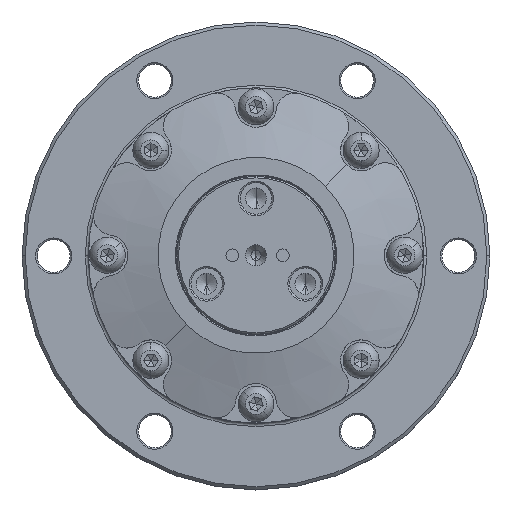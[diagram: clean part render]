
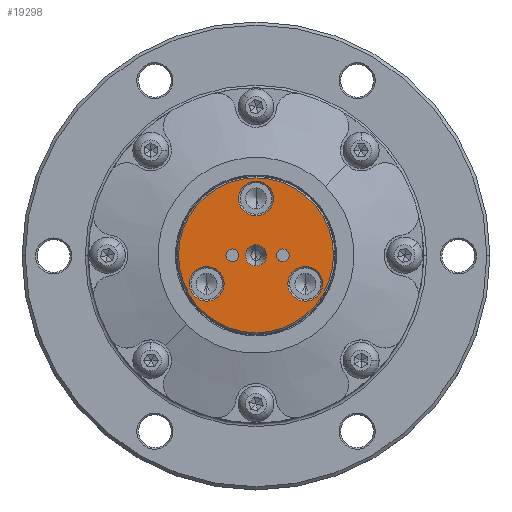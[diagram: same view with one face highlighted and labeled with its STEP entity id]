
A CAD part, top view. The second image highlights one B-rep face of the part: STEP entity #19298.
In plain terms, the highlighted face is planar.
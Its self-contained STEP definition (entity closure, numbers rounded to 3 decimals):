
#529 = ORIENTED_EDGE ( 'NONE', *, *, #58804, .T. ) ;
#1446 = DIRECTION ( 'NONE',  ( 0., 0., -1. ) ) ;
#1492 = AXIS2_PLACEMENT_3D ( 'NONE', #17428, #49605, #22074 ) ;
#3079 = CIRCLE ( 'NONE', #30078, 1. ) ;
#3357 = VERTEX_POINT ( 'NONE', #25303 ) ;
#3932 = EDGE_LOOP ( 'NONE', ( #529, #25990 ) ) ;
#4765 = DIRECTION ( 'NONE',  ( 0., 0., -1. ) ) ;
#5085 = AXIS2_PLACEMENT_3D ( 'NONE', #29012, #1446, #33681 ) ;
#5372 = VERTEX_POINT ( 'NONE', #46972 ) ;
#5392 = DIRECTION ( 'NONE',  ( 0., 0., 1. ) ) ;
#6310 = CARTESIAN_POINT ( 'NONE',  ( 0., 0., 0. ) ) ;
#7193 = EDGE_CURVE ( 'NONE', #34347, #5372, #43562, .T. ) ;
#7362 = EDGE_CURVE ( 'NONE', #3357, #54732, #29869, .T. ) ;
#8086 = DIRECTION ( 'NONE',  ( 0., 0., -1. ) ) ;
#8249 = AXIS2_PLACEMENT_3D ( 'NONE', #46062, #18482, #50665 ) ;
#9018 = AXIS2_PLACEMENT_3D ( 'NONE', #6310, #25850, #58025 ) ;
#9157 = ORIENTED_EDGE ( 'NONE', *, *, #49840, .F. ) ;
#9579 = VERTEX_POINT ( 'NONE', #48091 ) ;
#9695 = ORIENTED_EDGE ( 'NONE', *, *, #44586, .T. ) ;
#9830 = FACE_BOUND ( 'NONE', #3932, .T. ) ;
#10648 = DIRECTION ( 'NONE',  ( 0., 0., 1. ) ) ;
#10994 = CIRCLE ( 'NONE', #23168, 2.75 ) ;
#11341 = CIRCLE ( 'NONE', #8249, 1. ) ;
#11979 = EDGE_LOOP ( 'NONE', ( #26284, #56927 ) ) ;
#12317 = CARTESIAN_POINT ( 'NONE',  ( -6.25, 0., 0. ) ) ;
#13292 = ORIENTED_EDGE ( 'NONE', *, *, #40513, .T. ) ;
#13602 = EDGE_LOOP ( 'NONE', ( #13292, #18867 ) ) ;
#13801 = CARTESIAN_POINT ( 'NONE',  ( 0., 0., 0. ) ) ;
#14215 = DIRECTION ( 'NONE',  ( 0., 0., 1. ) ) ;
#15141 = AXIS2_PLACEMENT_3D ( 'NONE', #15385, #47602, #20010 ) ;
#15183 = ORIENTED_EDGE ( 'NONE', *, *, #7362, .T. ) ;
#15385 = CARTESIAN_POINT ( 'NONE',  ( -9., 0., 0. ) ) ;
#16217 = AXIS2_PLACEMENT_3D ( 'NONE', #41793, #14215, #46424 ) ;
#16569 = PLANE ( 'NONE',  #9018 ) ;
#16758 = CARTESIAN_POINT ( 'NONE',  ( 1.75, 7.794, 0. ) ) ;
#17034 = CIRCLE ( 'NONE', #17894, 2.75 ) ;
#17428 = CARTESIAN_POINT ( 'NONE',  ( 0., 0., 0. ) ) ;
#17894 = AXIS2_PLACEMENT_3D ( 'NONE', #33009, #5392, #37642 ) ;
#18233 = ORIENTED_EDGE ( 'NONE', *, *, #18452, .F. ) ;
#18276 = EDGE_CURVE ( 'NONE', #9579, #49658, #49502, .T. ) ;
#18446 = DIRECTION ( 'NONE',  ( 1., 0., 0. ) ) ;
#18452 = EDGE_CURVE ( 'NONE', #34511, #56396, #11341, .T. ) ;
#18482 = DIRECTION ( 'NONE',  ( 0., 0., -1. ) ) ;
#18688 = DIRECTION ( 'NONE',  ( 0., 0., 1. ) ) ;
#18867 = ORIENTED_EDGE ( 'NONE', *, *, #42074, .T. ) ;
#19298 = ADVANCED_FACE ( 'NONE', ( #9830, #46567, #22105, #34354, #57366, #45142, #32896 ), #16569, .F. ) ;
#20010 = DIRECTION ( 'NONE',  ( 1., 0., 0. ) ) ;
#20665 = AXIS2_PLACEMENT_3D ( 'NONE', #46282, #18688, #50894 ) ;
#20890 = EDGE_LOOP ( 'NONE', ( #15183, #56799 ) ) ;
#21196 = EDGE_CURVE ( 'NONE', #40059, #42855, #30608, .T. ) ;
#22050 = ORIENTED_EDGE ( 'NONE', *, *, #21196, .T. ) ;
#22074 = DIRECTION ( 'NONE',  ( -1., 0., 0. ) ) ;
#22105 = FACE_BOUND ( 'NONE', #13602, .T. ) ;
#22411 = CARTESIAN_POINT ( 'NONE',  ( 4.5, -7.794, 0. ) ) ;
#22930 = DIRECTION ( 'NONE',  ( 0., 0., -1. ) ) ;
#23168 = AXIS2_PLACEMENT_3D ( 'NONE', #22411, #54613, #27064 ) ;
#25303 = CARTESIAN_POINT ( 'NONE',  ( 1.75, -7.794, 0. ) ) ;
#25570 = CARTESIAN_POINT ( 'NONE',  ( 0., 0., 0. ) ) ;
#25642 = CARTESIAN_POINT ( 'NONE',  ( 7.25, 7.794, 0. ) ) ;
#25850 = DIRECTION ( 'NONE',  ( 0., 0., 1. ) ) ;
#25990 = ORIENTED_EDGE ( 'NONE', *, *, #54867, .T. ) ;
#26284 = ORIENTED_EDGE ( 'NONE', *, *, #7193, .F. ) ;
#27064 = DIRECTION ( 'NONE',  ( 1., 0., 0. ) ) ;
#29012 = CARTESIAN_POINT ( 'NONE',  ( 0., 3.75, 0. ) ) ;
#29869 = CIRCLE ( 'NONE', #20665, 2.75 ) ;
#30078 = AXIS2_PLACEMENT_3D ( 'NONE', #50463, #22930, #55122 ) ;
#30195 = DIRECTION ( 'NONE',  ( -1., 0., 0. ) ) ;
#30608 = CIRCLE ( 'NONE', #48780, 12.25 ) ;
#32088 = EDGE_LOOP ( 'NONE', ( #18233, #9157 ) ) ;
#32354 = CARTESIAN_POINT ( 'NONE',  ( 0., 0., 0. ) ) ;
#32896 = FACE_BOUND ( 'NONE', #53852, .T. ) ;
#33009 = CARTESIAN_POINT ( 'NONE',  ( 4.5, 7.794, 0. ) ) ;
#33681 = DIRECTION ( 'NONE',  ( -1., 0., 0. ) ) ;
#34020 = CIRCLE ( 'NONE', #1492, 1.675 ) ;
#34347 = VERTEX_POINT ( 'NONE', #44362 ) ;
#34354 = FACE_OUTER_BOUND ( 'NONE', #45303, .T. ) ;
#34511 = VERTEX_POINT ( 'NONE', #46161 ) ;
#35705 = CARTESIAN_POINT ( 'NONE',  ( 0., 3.75, 0. ) ) ;
#36737 = CIRCLE ( 'NONE', #15141, 2.75 ) ;
#36988 = DIRECTION ( 'NONE',  ( 1., 0., 0. ) ) ;
#37642 = DIRECTION ( 'NONE',  ( 1., 0., 0. ) ) ;
#38273 = CARTESIAN_POINT ( 'NONE',  ( 4.5, 7.794, 0. ) ) ;
#40059 = VERTEX_POINT ( 'NONE', #47741 ) ;
#40313 = DIRECTION ( 'NONE',  ( -1., 0., 0. ) ) ;
#40513 = EDGE_CURVE ( 'NONE', #49277, #49202, #44541, .T. ) ;
#40747 = ORIENTED_EDGE ( 'NONE', *, *, #18276, .F. ) ;
#41561 = ORIENTED_EDGE ( 'NONE', *, *, #48789, .F. ) ;
#41793 = CARTESIAN_POINT ( 'NONE',  ( -9., 0., 0. ) ) ;
#42074 = EDGE_CURVE ( 'NONE', #49202, #49277, #17034, .T. ) ;
#42444 = CARTESIAN_POINT ( 'NONE',  ( 7.25, -7.794, 0. ) ) ;
#42531 = CIRCLE ( 'NONE', #5085, 1. ) ;
#42855 = VERTEX_POINT ( 'NONE', #53614 ) ;
#42860 = DIRECTION ( 'NONE',  ( 1., 0., 0. ) ) ;
#43050 = CIRCLE ( 'NONE', #16217, 2.75 ) ;
#43562 = CIRCLE ( 'NONE', #55713, 1. ) ;
#44362 = CARTESIAN_POINT ( 'NONE',  ( -1., 3.75, 0. ) ) ;
#44541 = CIRCLE ( 'NONE', #56382, 2.75 ) ;
#44586 = EDGE_CURVE ( 'NONE', #42855, #40059, #57986, .T. ) ;
#45142 = FACE_BOUND ( 'NONE', #32088, .T. ) ;
#45303 = EDGE_LOOP ( 'NONE', ( #9695, #22050 ) ) ;
#46028 = DIRECTION ( 'NONE',  ( 0., 0., -1. ) ) ;
#46062 = CARTESIAN_POINT ( 'NONE',  ( 0., -4.25, 0. ) ) ;
#46161 = CARTESIAN_POINT ( 'NONE',  ( -1., -4.25, 0. ) ) ;
#46282 = CARTESIAN_POINT ( 'NONE',  ( 4.5, -7.794, 0. ) ) ;
#46399 = AXIS2_PLACEMENT_3D ( 'NONE', #25570, #57741, #30195 ) ;
#46424 = DIRECTION ( 'NONE',  ( 1., 0., 0. ) ) ;
#46513 = VERTEX_POINT ( 'NONE', #49034 ) ;
#46567 = FACE_BOUND ( 'NONE', #20890, .T. ) ;
#46972 = CARTESIAN_POINT ( 'NONE',  ( 1., 3.75, 0. ) ) ;
#47602 = DIRECTION ( 'NONE',  ( 0., 0., 1. ) ) ;
#47741 = CARTESIAN_POINT ( 'NONE',  ( -12.25, 0., 0. ) ) ;
#48091 = CARTESIAN_POINT ( 'NONE',  ( -1.675, 0., 0. ) ) ;
#48506 = CARTESIAN_POINT ( 'NONE',  ( 1.675, 0., 0. ) ) ;
#48780 = AXIS2_PLACEMENT_3D ( 'NONE', #13801, #46028, #18446 ) ;
#48789 = EDGE_CURVE ( 'NONE', #49658, #9579, #34020, .T. ) ;
#49034 = CARTESIAN_POINT ( 'NONE',  ( -11.75, 0., 0. ) ) ;
#49202 = VERTEX_POINT ( 'NONE', #25642 ) ;
#49277 = VERTEX_POINT ( 'NONE', #16758 ) ;
#49283 = CARTESIAN_POINT ( 'NONE',  ( 1., -4.25, 0. ) ) ;
#49502 = CIRCLE ( 'NONE', #46399, 1.675 ) ;
#49605 = DIRECTION ( 'NONE',  ( 0., 0., -1. ) ) ;
#49658 = VERTEX_POINT ( 'NONE', #48506 ) ;
#49840 = EDGE_CURVE ( 'NONE', #56396, #34511, #3079, .T. ) ;
#50463 = CARTESIAN_POINT ( 'NONE',  ( 0., -4.25, 0. ) ) ;
#50665 = DIRECTION ( 'NONE',  ( -1., 0., 0. ) ) ;
#50894 = DIRECTION ( 'NONE',  ( 1., 0., 0. ) ) ;
#51791 = VERTEX_POINT ( 'NONE', #12317 ) ;
#53614 = CARTESIAN_POINT ( 'NONE',  ( 12.25, 0., 0. ) ) ;
#53852 = EDGE_LOOP ( 'NONE', ( #40747, #41561 ) ) ;
#54613 = DIRECTION ( 'NONE',  ( 0., 0., 1. ) ) ;
#54732 = VERTEX_POINT ( 'NONE', #42444 ) ;
#54867 = EDGE_CURVE ( 'NONE', #51791, #46513, #43050, .T. ) ;
#55122 = DIRECTION ( 'NONE',  ( -1., 0., 0. ) ) ;
#55713 = AXIS2_PLACEMENT_3D ( 'NONE', #35705, #8086, #40313 ) ;
#55921 = EDGE_CURVE ( 'NONE', #54732, #3357, #10994, .T. ) ;
#56139 = AXIS2_PLACEMENT_3D ( 'NONE', #32354, #4765, #36988 ) ;
#56382 = AXIS2_PLACEMENT_3D ( 'NONE', #38273, #10648, #42860 ) ;
#56396 = VERTEX_POINT ( 'NONE', #49283 ) ;
#56799 = ORIENTED_EDGE ( 'NONE', *, *, #55921, .T. ) ;
#56927 = ORIENTED_EDGE ( 'NONE', *, *, #57867, .F. ) ;
#57366 = FACE_BOUND ( 'NONE', #11979, .T. ) ;
#57741 = DIRECTION ( 'NONE',  ( 0., 0., -1. ) ) ;
#57867 = EDGE_CURVE ( 'NONE', #5372, #34347, #42531, .T. ) ;
#57986 = CIRCLE ( 'NONE', #56139, 12.25 ) ;
#58025 = DIRECTION ( 'NONE',  ( 1., 0., 0. ) ) ;
#58804 = EDGE_CURVE ( 'NONE', #46513, #51791, #36737, .T. ) ;
